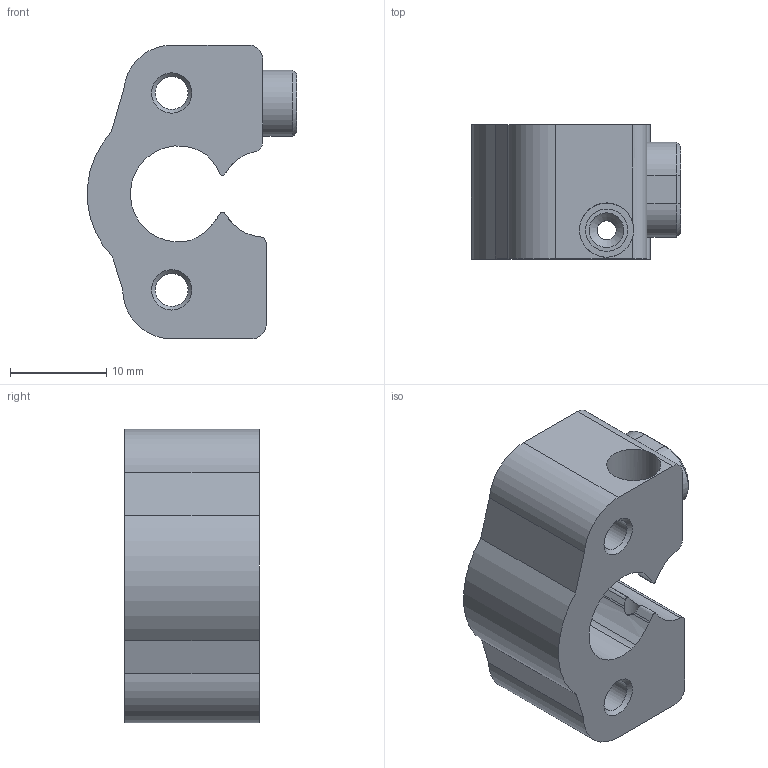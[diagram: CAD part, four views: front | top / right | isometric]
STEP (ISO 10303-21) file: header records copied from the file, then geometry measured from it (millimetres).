
FILE_DESCRIPTION(/* description */ ('STEP AP242','CAx-IF Rec.Pracs.---Representation and Presentation of Product Manufacturing Information (PMI)---4.0---2014-10-13','CAx-IF Rec.Pracs.---3D Tessellated Geometry---0.4---2014-09-14','2;1'),/* implementation_level */ '2;1');
FILE_NAME(/* name */ '6306e91427e2193ee5fced44',/* time_stamp */ '2022-08-25T03:14:29+00:00',/* author */ (''),/* organization */ (''),/* preprocessor_version */ 'ST-DEVELOPER v18.102',/* originating_system */ ' ',/* authorisation */ ' ');
FILE_SCHEMA (('AP242_MANAGED_MODEL_BASED_3D_ENGINEERING_MIM_LF { 1 0 10303 442 1 1 4 }'));
Length unit declared in the file: metre
Products named in the file (1): Main Body -Base
Bounding box: 21.77 x 13.97 x 30.59 mm (x, y, z)
Volume: 4465 mm3; surface area: 3096.6 mm2
Topology: 1 solids, 3 shells, 90 faces, 223 edges, 147 vertices
Faces by surface type: cylinder 41, plane 37, cone 8, bspline 4
Full cylindrical faces by diameter (mm): 2 x2, 3.4 x3, 3.6 x2, 4.4 x2, 4.7 x2, 5.65 x2, 6.25 x2
Entity records: 2624 total; most frequent: CARTESIAN_POINT 546, DIRECTION 434, ORIENTED_EDGE 390, EDGE_CURVE 195, AXIS2_PLACEMENT_3D 174, VERTEX_POINT 140, EDGE_LOOP 127, FACE_BOUND 127
